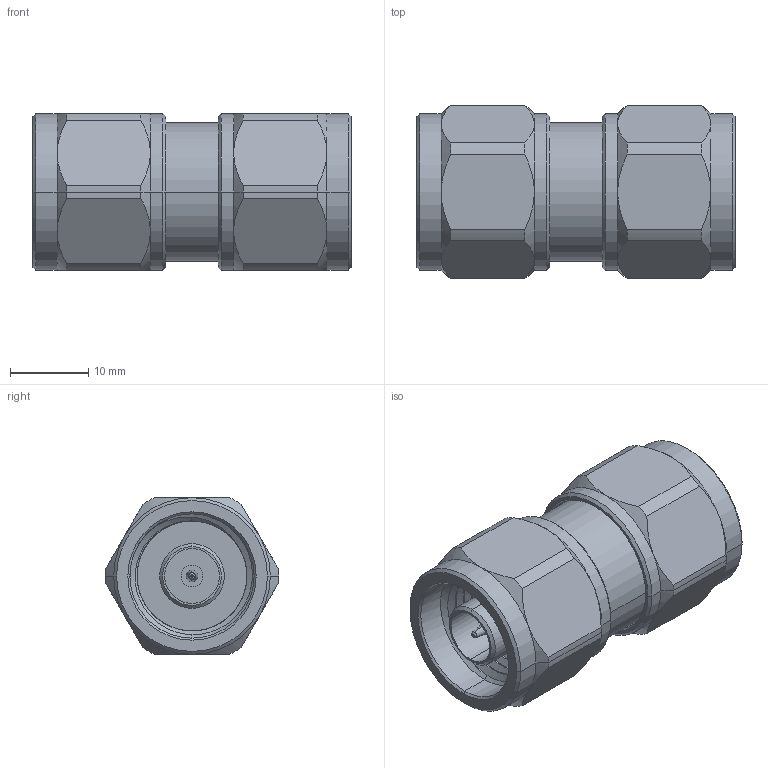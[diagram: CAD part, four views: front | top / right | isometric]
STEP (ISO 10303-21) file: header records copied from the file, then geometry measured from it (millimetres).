
FILE_DESCRIPTION (( 'STEP AP203' ), '1' );
FILE_NAME ('PE91235.step', '2018-04-24T23:14:29', ( '' ), ( '' ), 'SwSTEP 2.0', 'SolidWorks 2017', '' );
FILE_SCHEMA (( 'CONFIG_CONTROL_DESIGN' ));
Length unit declared in the file: inch
Products named in the file (1): PE91235
Bounding box: 40.69 x 22.19 x 20 mm (x, y, z)
Volume: 9656 mm3; surface area: 6001.2 mm2
Topology: 1 solids, 1 shells, 142 faces, 336 edges, 210 vertices
Faces by surface type: cylinder 66, cone 38, plane 28, bspline 6, torus 4
Entity records: 6175 total; most frequent: CARTESIAN_POINT 2937, ORIENTED_EDGE 672, DIRECTION 664, EDGE_CURVE 336, AXIS2_PLACEMENT_3D 275, VERTEX_POINT 210, EDGE_LOOP 156, FACE_OUTER_BOUND 142
